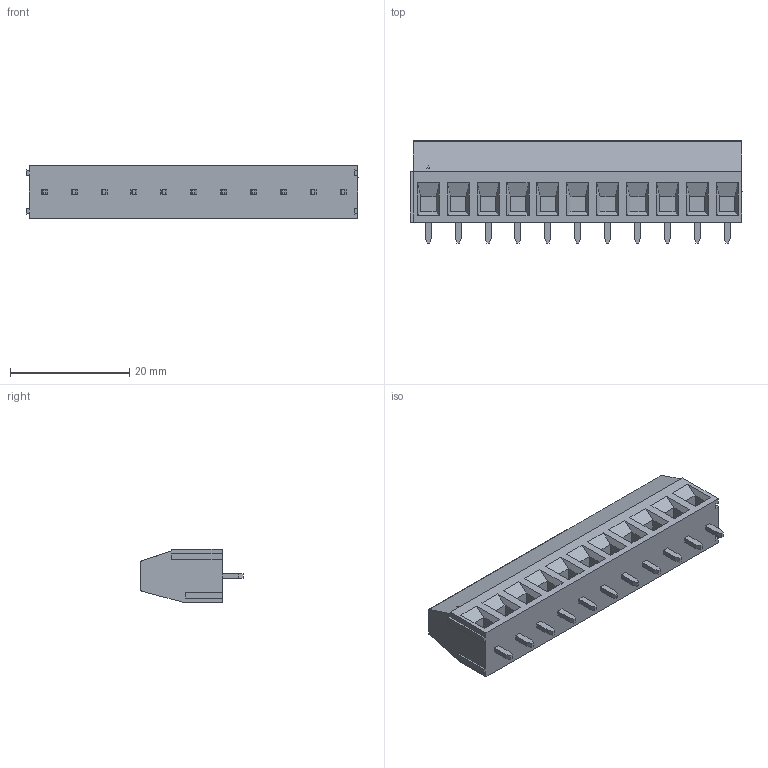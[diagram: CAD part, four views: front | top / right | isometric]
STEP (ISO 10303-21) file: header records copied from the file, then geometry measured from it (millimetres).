
FILE_DESCRIPTION (( 'STEP AP214' ), '1' );
FILE_NAME ('DG125-5.0-11P-14-00AH.STEP', '2021-01-11T18:55:48', ( '' ), ( '' ), 'SwSTEP 2.0', 'SolidWorks 2020', '' );
FILE_SCHEMA (( 'AUTOMOTIVE_DESIGN' ));
Length unit declared in the file: millimetre
Products named in the file (1): DG125-5.0-11P-14-00AH
Bounding box: 55.57 x 17.1 x 9 mm (x, y, z)
Volume: 5275.1 mm3; surface area: 4081.2 mm2
Topology: 1 solids, 1 shells, 934 faces, 2349 edges, 1505 vertices
Faces by surface type: plane 544, bspline 187, cylinder 108, torus 55, cone 40
Entity records: 42772 total; most frequent: CARTESIAN_POINT 15388, ORIENTED_EDGE 4698, DIRECTION 3881, EDGE_CURVE 2349, VECTOR 1521, LINE 1521, VERTEX_POINT 1505, AXIS2_PLACEMENT_3D 1180
